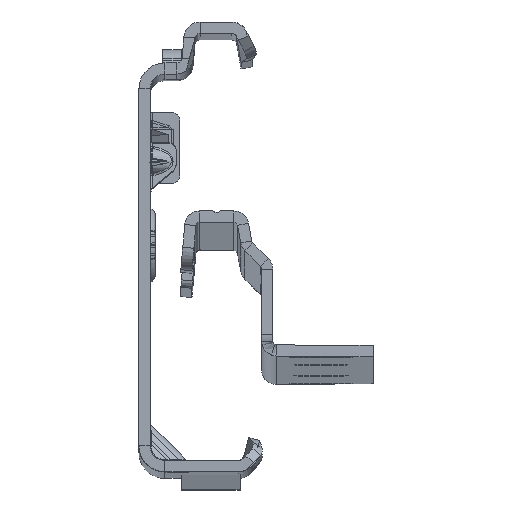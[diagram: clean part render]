
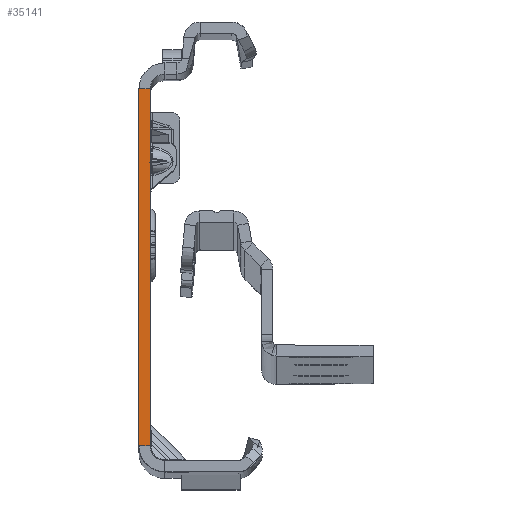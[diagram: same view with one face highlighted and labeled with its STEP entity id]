
A CAD part, top view. The second image highlights one B-rep face of the part: STEP entity #35141.
In plain terms, the highlighted planar face has unit normal (0, 0, 1).
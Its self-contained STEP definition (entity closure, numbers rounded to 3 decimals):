
#759 = DIRECTION ( 'NONE',  ( -1., 0., 0. ) ) ;
#3081 = LINE ( 'NONE', #28328, #26490 ) ;
#5109 = CARTESIAN_POINT ( 'NONE',  ( -1.5, -25.865, 0. ) ) ;
#6158 = EDGE_CURVE ( 'NONE', #14225, #27367, #3081, .T. ) ;
#7123 = DIRECTION ( 'NONE',  ( 0., 0., 1. ) ) ;
#9001 = VECTOR ( 'NONE', #759, 1000. ) ;
#9939 = ORIENTED_EDGE ( 'NONE', *, *, #29396, .F. ) ;
#10963 = FACE_OUTER_BOUND ( 'NONE', #14668, .T. ) ;
#11226 = AXIS2_PLACEMENT_3D ( 'NONE', #11231, #7123, #26225 ) ;
#11231 = CARTESIAN_POINT ( 'NONE',  ( -1.5, -27.865, 0. ) ) ;
#13334 = LINE ( 'NONE', #29837, #22923 ) ;
#14225 = VERTEX_POINT ( 'NONE', #47214 ) ;
#14668 = EDGE_LOOP ( 'NONE', ( #9939, #29718, #17837, #47283 ) ) ;
#14972 = LINE ( 'NONE', #18248, #25783 ) ;
#17837 = ORIENTED_EDGE ( 'NONE', *, *, #46738, .T. ) ;
#18248 = CARTESIAN_POINT ( 'NONE',  ( -1.5, -27.865, 0. ) ) ;
#20210 = EDGE_CURVE ( 'NONE', #36371, #28519, #42635, .T. ) ;
#22923 = VECTOR ( 'NONE', #46419, 1000. ) ;
#24550 = DIRECTION ( 'NONE',  ( -1., 0., 0. ) ) ;
#25711 = CARTESIAN_POINT ( 'NONE',  ( -1.5, 22.135, 0. ) ) ;
#25783 = VECTOR ( 'NONE', #35041, 1000. ) ;
#26225 = DIRECTION ( 'NONE',  ( 1., 0., 0. ) ) ;
#26490 = VECTOR ( 'NONE', #24550, 1000. ) ;
#27367 = VERTEX_POINT ( 'NONE', #5109 ) ;
#28328 = CARTESIAN_POINT ( 'NONE',  ( 0., -25.865, 0. ) ) ;
#28519 = VERTEX_POINT ( 'NONE', #25711 ) ;
#29396 = EDGE_CURVE ( 'NONE', #36371, #14225, #13334, .T. ) ;
#29718 = ORIENTED_EDGE ( 'NONE', *, *, #20210, .T. ) ;
#29837 = CARTESIAN_POINT ( 'NONE',  ( 0., -27.865, 0. ) ) ;
#35041 = DIRECTION ( 'NONE',  ( 0., -1., 0. ) ) ;
#35141 = ADVANCED_FACE ( 'NONE', ( #10963 ), #52167, .T. ) ;
#36371 = VERTEX_POINT ( 'NONE', #40006 ) ;
#40006 = CARTESIAN_POINT ( 'NONE',  ( 0., 22.135, 0. ) ) ;
#42635 = LINE ( 'NONE', #50454, #9001 ) ;
#46419 = DIRECTION ( 'NONE',  ( 0., -1., 0. ) ) ;
#46738 = EDGE_CURVE ( 'NONE', #28519, #27367, #14972, .T. ) ;
#47214 = CARTESIAN_POINT ( 'NONE',  ( 0., -25.865, 0. ) ) ;
#47283 = ORIENTED_EDGE ( 'NONE', *, *, #6158, .F. ) ;
#50454 = CARTESIAN_POINT ( 'NONE',  ( 0., 22.135, 0. ) ) ;
#52167 = PLANE ( 'NONE',  #11226 ) ;
